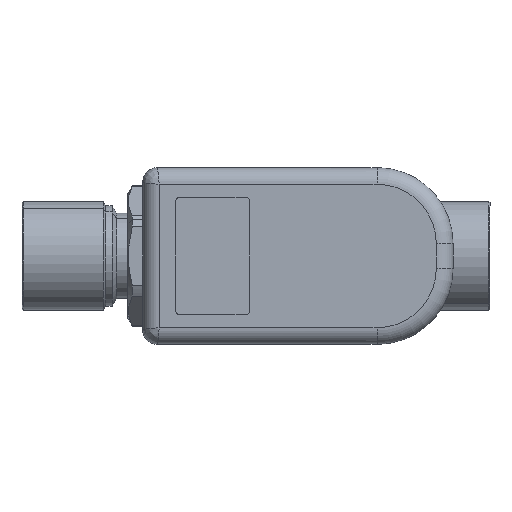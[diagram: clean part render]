
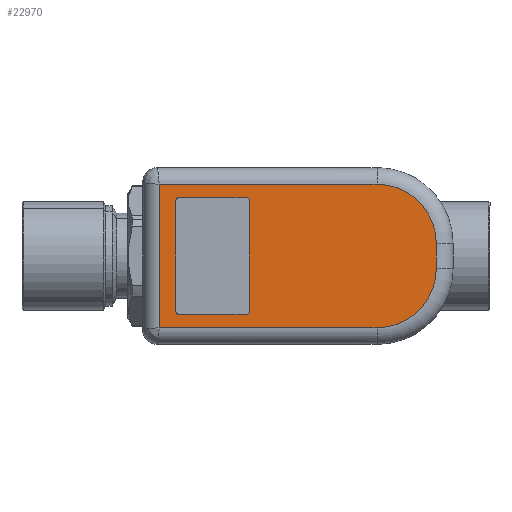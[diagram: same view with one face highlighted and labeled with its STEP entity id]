
A CAD part, left-side view. The second image highlights one B-rep face of the part: STEP entity #22970.
In plain terms, the highlighted planar face has unit normal (-1, 0, 0).
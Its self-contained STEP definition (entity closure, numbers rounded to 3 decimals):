
#22722=CARTESIAN_POINT('Vertex',(-86.3,2.95,17.5)) ;
#22729=CARTESIAN_POINT('Vertex',(-86.3,1.95,16.5)) ;
#22732=CARTESIAN_POINT('Axis2P3D Location',(-86.3,2.95,16.5)) ;
#22749=CARTESIAN_POINT('Line Origine',(-86.3,12.95,17.5)) ;
#22753=CARTESIAN_POINT('Vertex',(-86.3,22.95,17.5)) ;
#22777=CARTESIAN_POINT('Vertex',(-86.3,23.95,16.5)) ;
#22780=CARTESIAN_POINT('Axis2P3D Location',(-86.3,22.95,16.5)) ;
#22801=CARTESIAN_POINT('Vertex',(-86.3,23.95,-16.5)) ;
#22804=CARTESIAN_POINT('Line Origine',(-86.3,23.95,0.)) ;
#22825=CARTESIAN_POINT('Vertex',(-86.3,22.95,-17.5)) ;
#22828=CARTESIAN_POINT('Axis2P3D Location',(-86.3,22.95,-16.5)) ;
#22845=CARTESIAN_POINT('Line Origine',(-86.3,12.95,-17.5)) ;
#22849=CARTESIAN_POINT('Vertex',(-86.3,2.95,-17.5)) ;
#22873=CARTESIAN_POINT('Vertex',(-86.3,1.95,-16.5)) ;
#22876=CARTESIAN_POINT('Axis2P3D Location',(-86.3,2.95,-16.5)) ;
#22893=CARTESIAN_POINT('Line Origine',(-86.3,1.95,0.)) ;
#22905=CARTESIAN_POINT('Axis2P3D Location',(-86.3,0.,0.)) ;
#22910=CARTESIAN_POINT('Line Origine',(-86.3,28.95,0.)) ;
#22914=CARTESIAN_POINT('Vertex',(-86.3,28.95,-21.45)) ;
#22916=CARTESIAN_POINT('Vertex',(-86.3,28.95,21.45)) ;
#22919=CARTESIAN_POINT('Line Origine',(-86.3,-3.625,-21.45)) ;
#22923=CARTESIAN_POINT('Vertex',(-86.3,-36.2,-21.45)) ;
#22926=CARTESIAN_POINT('Axis2P3D Location',(-86.3,-36.2,-3.7)) ;
#22930=CARTESIAN_POINT('Vertex',(-86.3,-53.95,-3.7)) ;
#22933=CARTESIAN_POINT('Line Origine',(-86.3,-53.95,0.)) ;
#22937=CARTESIAN_POINT('Vertex',(-86.3,-53.95,3.7)) ;
#22940=CARTESIAN_POINT('Axis2P3D Location',(-86.3,-36.2,3.7)) ;
#22944=CARTESIAN_POINT('Vertex',(-86.3,-36.2,21.45)) ;
#22947=CARTESIAN_POINT('Line Origine',(-86.3,-3.625,21.45)) ;
#22733=DIRECTION('Axis2P3D Direction',(1.,0.,0.)) ;
#22750=DIRECTION('Vector Direction',(0.,1.,0.)) ;
#22781=DIRECTION('Axis2P3D Direction',(1.,-0.,0.)) ;
#22805=DIRECTION('Vector Direction',(0.,0.,1.)) ;
#22829=DIRECTION('Axis2P3D Direction',(1.,-0.,0.)) ;
#22846=DIRECTION('Vector Direction',(0.,-1.,0.)) ;
#22877=DIRECTION('Axis2P3D Direction',(1.,0.,0.)) ;
#22894=DIRECTION('Vector Direction',(0.,0.,-1.)) ;
#22906=DIRECTION('Axis2P3D Direction',(1.,-0.,0.)) ;
#22907=DIRECTION('Axis2P3D XDirection',(0.,0.,-1.)) ;
#22911=DIRECTION('Vector Direction',(0.,0.,-1.)) ;
#22920=DIRECTION('Vector Direction',(0.,1.,0.)) ;
#22927=DIRECTION('Axis2P3D Direction',(1.,-0.,0.)) ;
#22934=DIRECTION('Vector Direction',(0.,0.,-1.)) ;
#22941=DIRECTION('Axis2P3D Direction',(1.,-0.,0.)) ;
#22948=DIRECTION('Vector Direction',(0.,1.,0.)) ;
#22734=AXIS2_PLACEMENT_3D('Circle Axis2P3D',#22732,#22733,$) ;
#22782=AXIS2_PLACEMENT_3D('Circle Axis2P3D',#22780,#22781,$) ;
#22830=AXIS2_PLACEMENT_3D('Circle Axis2P3D',#22828,#22829,$) ;
#22878=AXIS2_PLACEMENT_3D('Circle Axis2P3D',#22876,#22877,$) ;
#22908=AXIS2_PLACEMENT_3D('Plane Axis2P3D',#22905,#22906,#22907) ;
#22928=AXIS2_PLACEMENT_3D('Circle Axis2P3D',#22926,#22927,$) ;
#22942=AXIS2_PLACEMENT_3D('Circle Axis2P3D',#22940,#22941,$) ;
#22953=ORIENTED_EDGE('',*,*,#22918,.F.) ;
#22954=ORIENTED_EDGE('',*,*,#22925,.F.) ;
#22955=ORIENTED_EDGE('',*,*,#22932,.F.) ;
#22956=ORIENTED_EDGE('',*,*,#22939,.F.) ;
#22957=ORIENTED_EDGE('',*,*,#22946,.F.) ;
#22958=ORIENTED_EDGE('',*,*,#22951,.F.) ;
#22961=ORIENTED_EDGE('',*,*,#22897,.F.) ;
#22962=ORIENTED_EDGE('',*,*,#22880,.T.) ;
#22963=ORIENTED_EDGE('',*,*,#22851,.F.) ;
#22964=ORIENTED_EDGE('',*,*,#22832,.T.) ;
#22965=ORIENTED_EDGE('',*,*,#22808,.F.) ;
#22966=ORIENTED_EDGE('',*,*,#22784,.T.) ;
#22967=ORIENTED_EDGE('',*,*,#22755,.F.) ;
#22968=ORIENTED_EDGE('',*,*,#22736,.T.) ;
#22969=FACE_BOUND('',#22960,.T.) ;
#22751=VECTOR('Line Direction',#22750,1.) ;
#22806=VECTOR('Line Direction',#22805,1.) ;
#22847=VECTOR('Line Direction',#22846,1.) ;
#22895=VECTOR('Line Direction',#22894,1.) ;
#22912=VECTOR('Line Direction',#22911,1.) ;
#22921=VECTOR('Line Direction',#22920,1.) ;
#22935=VECTOR('Line Direction',#22934,1.) ;
#22949=VECTOR('Line Direction',#22948,1.) ;
#22970=ADVANCED_FACE('PartBody',(#22959,#22969),#22909,.F.) ;
#22735=CIRCLE('generated circle',#22734,1.) ;
#22783=CIRCLE('generated circle',#22782,1.) ;
#22831=CIRCLE('generated circle',#22830,1.) ;
#22879=CIRCLE('generated circle',#22878,1.) ;
#22929=CIRCLE('generated circle',#22928,17.75) ;
#22943=CIRCLE('generated circle',#22942,17.75) ;
#22736=EDGE_CURVE('',#22723,#22730,#22735,.T.) ;
#22755=EDGE_CURVE('',#22723,#22754,#22752,.T.) ;
#22784=EDGE_CURVE('',#22778,#22754,#22783,.T.) ;
#22808=EDGE_CURVE('',#22778,#22802,#22807,.F.) ;
#22832=EDGE_CURVE('',#22826,#22802,#22831,.T.) ;
#22851=EDGE_CURVE('',#22826,#22850,#22848,.T.) ;
#22880=EDGE_CURVE('',#22874,#22850,#22879,.T.) ;
#22897=EDGE_CURVE('',#22874,#22730,#22896,.F.) ;
#22918=EDGE_CURVE('',#22915,#22917,#22913,.F.) ;
#22925=EDGE_CURVE('',#22924,#22915,#22922,.T.) ;
#22932=EDGE_CURVE('',#22931,#22924,#22929,.T.) ;
#22939=EDGE_CURVE('',#22938,#22931,#22936,.T.) ;
#22946=EDGE_CURVE('',#22945,#22938,#22943,.T.) ;
#22951=EDGE_CURVE('',#22917,#22945,#22950,.F.) ;
#22952=EDGE_LOOP('',(#22953,#22954,#22955,#22956,#22957,#22958)) ;
#22960=EDGE_LOOP('',(#22961,#22962,#22963,#22964,#22965,#22966,#22967,#22968)) ;
#22959=FACE_OUTER_BOUND('',#22952,.T.) ;
#22752=LINE('Line',#22749,#22751) ;
#22807=LINE('Line',#22804,#22806) ;
#22848=LINE('Line',#22845,#22847) ;
#22896=LINE('Line',#22893,#22895) ;
#22913=LINE('Line',#22910,#22912) ;
#22922=LINE('Line',#22919,#22921) ;
#22936=LINE('Line',#22933,#22935) ;
#22950=LINE('Line',#22947,#22949) ;
#22909=PLANE('',#22908) ;
#22723=VERTEX_POINT('',#22722) ;
#22730=VERTEX_POINT('',#22729) ;
#22754=VERTEX_POINT('',#22753) ;
#22778=VERTEX_POINT('',#22777) ;
#22802=VERTEX_POINT('',#22801) ;
#22826=VERTEX_POINT('',#22825) ;
#22850=VERTEX_POINT('',#22849) ;
#22874=VERTEX_POINT('',#22873) ;
#22915=VERTEX_POINT('',#22914) ;
#22917=VERTEX_POINT('',#22916) ;
#22924=VERTEX_POINT('',#22923) ;
#22931=VERTEX_POINT('',#22930) ;
#22938=VERTEX_POINT('',#22937) ;
#22945=VERTEX_POINT('',#22944) ;
